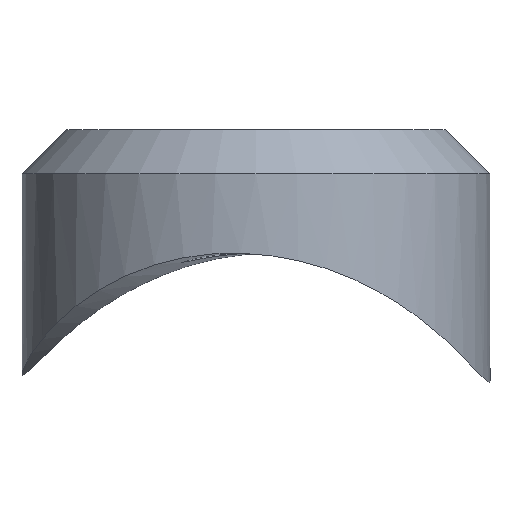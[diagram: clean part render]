
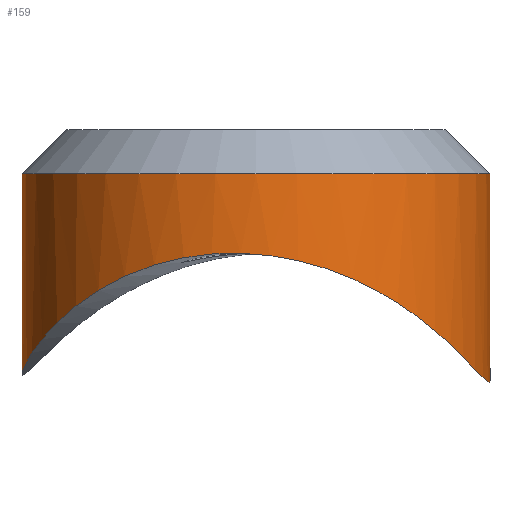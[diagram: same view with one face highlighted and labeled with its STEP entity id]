
A CAD part, front view. The second image highlights one B-rep face of the part: STEP entity #159.
In plain terms, the highlighted cylindrical face has radius 15.875 mm (diameter 31.75 mm), a partial arc.
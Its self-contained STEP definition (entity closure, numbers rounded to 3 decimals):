
#52 = AXIS2_PLACEMENT_3D ( 'NONE', #377, #376, #367 ) ;
#59 = B_SPLINE_CURVE_WITH_KNOTS ( 'NONE', 3,
 ( #532, #528, #525, #523, #522, #521, #520, #519, #517, #516, #515, #513, #511, #509, #508, #506, #505, #504, #500, #499, #498, #494, #492, #489, #488, #487, #486, #485, #484, #483, #482, #481, #479, #478, #475, #472, #471, #469, #467, #465, #464, #461, #460, #459, #458, #457, #456, #455, #454, #453, #452, #451 ),
 .UNSPECIFIED., .F., .F.,
 ( 4, 2, 2, 2, 2, 2, 2, 2, 2, 2, 2, 2, 2, 2, 2, 2, 2, 2, 2, 2, 2, 2, 2, 2, 2, 4 ),
 ( 0., 0.003, 0.005, 0.007, 0.01, 0.013, 0.015, 0.017, 0.02, 0.022, 0.023, 0.025, 0.027, 0.03, 0.033, 0.035, 0.036, 0.04, 0.041, 0.043, 0.046, 0.048, 0.05, 0.051, 0.051, 0.053 ),
 .UNSPECIFIED. ) ;
#66 = VECTOR ( 'NONE', #287, 1000. ) ;
#76 = LINE ( 'NONE', #288, #66 ) ;
#126 = CARTESIAN_POINT ( 'NONE',  ( -142.69, 37.172, 122.951 ) ) ;
#142 = LINE ( 'NONE', #431, #143 ) ;
#143 = VECTOR ( 'NONE', #429, 1000. ) ;
#159 = ADVANCED_FACE ( 'NONE', ( #462 ), #265, .T. ) ;
#205 = VERTEX_POINT ( 'NONE', #352 ) ;
#265 = CYLINDRICAL_SURFACE ( 'NONE', #52, 15.875 ) ;
#287 = DIRECTION ( 'NONE',  ( 0., 0., 1. ) ) ;
#288 = CARTESIAN_POINT ( 'NONE',  ( -174.44, 37.172, -500000. ) ) ;
#349 = EDGE_LOOP ( 'NONE', ( #398, #637, #634, #495 ) ) ;
#352 = CARTESIAN_POINT ( 'NONE',  ( -174.44, 37.172, 123.438 ) ) ;
#357 = CIRCLE ( 'NONE', #411, 15.875 ) ;
#364 = EDGE_CURVE ( 'NONE', #205, #640, #76, .T. ) ;
#367 = DIRECTION ( 'NONE',  ( 1., 0., 0. ) ) ;
#376 = DIRECTION ( 'NONE',  ( 0., 0., 1. ) ) ;
#377 = CARTESIAN_POINT ( 'NONE',  ( -158.565, 37.172, -500000. ) ) ;
#398 = ORIENTED_EDGE ( 'NONE', *, *, #364, .F. ) ;
#411 = AXIS2_PLACEMENT_3D ( 'NONE', #648, #644, #641 ) ;
#429 = DIRECTION ( 'NONE',  ( 0., 0., 1. ) ) ;
#430 = CARTESIAN_POINT ( 'NONE',  ( -174.44, 37.172, 137. ) ) ;
#431 = CARTESIAN_POINT ( 'NONE',  ( -142.69, 37.172, -500000. ) ) ;
#447 = CARTESIAN_POINT ( 'NONE',  ( -142.69, 37.172, 137. ) ) ;
#451 = CARTESIAN_POINT ( 'NONE',  ( -142.69, 37.172, 122.951 ) ) ;
#452 = CARTESIAN_POINT ( 'NONE',  ( -142.69, 36.614, 122.876 ) ) ;
#453 = CARTESIAN_POINT ( 'NONE',  ( -142.72, 36.06, 122.846 ) ) ;
#454 = CARTESIAN_POINT ( 'NONE',  ( -142.807, 35.234, 122.868 ) ) ;
#455 = CARTESIAN_POINT ( 'NONE',  ( -142.843, 34.96, 122.887 ) ) ;
#456 = CARTESIAN_POINT ( 'NONE',  ( -142.93, 34.413, 122.947 ) ) ;
#457 = CARTESIAN_POINT ( 'NONE',  ( -142.981, 34.139, 122.988 ) ) ;
#458 = CARTESIAN_POINT ( 'NONE',  ( -143.153, 33.33, 123.141 ) ) ;
#459 = CARTESIAN_POINT ( 'NONE',  ( -143.292, 32.81, 123.282 ) ) ;
#460 = CARTESIAN_POINT ( 'NONE',  ( -143.617, 31.802, 123.62 ) ) ;
#461 = CARTESIAN_POINT ( 'NONE',  ( -143.802, 31.313, 123.819 ) ) ;
#462 = FACE_OUTER_BOUND ( 'NONE', #349, .T. ) ;
#464 = CARTESIAN_POINT ( 'NONE',  ( -144.42, 29.894, 124.47 ) ) ;
#465 = CARTESIAN_POINT ( 'NONE',  ( -144.902, 29.032, 124.968 ) ) ;
#467 = CARTESIAN_POINT ( 'NONE',  ( -145.726, 27.824, 125.744 ) ) ;
#469 = CARTESIAN_POINT ( 'NONE',  ( -146.018, 27.436, 126.008 ) ) ;
#471 = CARTESIAN_POINT ( 'NONE',  ( -146.637, 26.686, 126.541 ) ) ;
#472 = CARTESIAN_POINT ( 'NONE',  ( -146.967, 26.322, 126.811 ) ) ;
#474 = VERTEX_POINT ( 'NONE', #126 ) ;
#475 = CARTESIAN_POINT ( 'NONE',  ( -148.001, 25.283, 127.611 ) ) ;
#478 = CARTESIAN_POINT ( 'NONE',  ( -148.75, 24.656, 128.13 ) ) ;
#479 = CARTESIAN_POINT ( 'NONE',  ( -149.974, 23.814, 128.862 ) ) ;
#481 = CARTESIAN_POINT ( 'NONE',  ( -150.398, 23.55, 129.099 ) ) ;
#482 = CARTESIAN_POINT ( 'NONE',  ( -151.286, 23.056, 129.554 ) ) ;
#483 = CARTESIAN_POINT ( 'NONE',  ( -151.75, 22.826, 129.773 ) ) ;
#484 = CARTESIAN_POINT ( 'NONE',  ( -153.175, 22.205, 130.38 ) ) ;
#485 = CARTESIAN_POINT ( 'NONE',  ( -154.177, 21.877, 130.727 ) ) ;
#486 = CARTESIAN_POINT ( 'NONE',  ( -156.305, 21.421, 131.272 ) ) ;
#487 = CARTESIAN_POINT ( 'NONE',  ( -157.39, 21.302, 131.459 ) ) ;
#488 = CARTESIAN_POINT ( 'NONE',  ( -159.052, 21.295, 131.6 ) ) ;
#489 = CARTESIAN_POINT ( 'NONE',  ( -159.616, 21.322, 131.623 ) ) ;
#492 = CARTESIAN_POINT ( 'NONE',  ( -160.721, 21.435, 131.62 ) ) ;
#494 = CARTESIAN_POINT ( 'NONE',  ( -161.266, 21.519, 131.594 ) ) ;
#495 = ORIENTED_EDGE ( 'NONE', *, *, #536, .T. ) ;
#498 = CARTESIAN_POINT ( 'NONE',  ( -162.34, 21.743, 131.496 ) ) ;
#499 = CARTESIAN_POINT ( 'NONE',  ( -162.869, 21.882, 131.424 ) ) ;
#500 = CARTESIAN_POINT ( 'NONE',  ( -163.913, 22.215, 131.234 ) ) ;
#504 = CARTESIAN_POINT ( 'NONE',  ( -164.429, 22.41, 131.116 ) ) ;
#505 = CARTESIAN_POINT ( 'NONE',  ( -165.909, 23.057, 130.709 ) ) ;
#506 = CARTESIAN_POINT ( 'NONE',  ( -166.824, 23.575, 130.365 ) ) ;
#508 = CARTESIAN_POINT ( 'NONE',  ( -168.101, 24.47, 129.761 ) ) ;
#509 = CARTESIAN_POINT ( 'NONE',  ( -168.51, 24.788, 129.545 ) ) ;
#511 = CARTESIAN_POINT ( 'NONE',  ( -169.28, 25.447, 129.099 ) ) ;
#513 = CARTESIAN_POINT ( 'NONE',  ( -169.644, 25.791, 128.866 ) ) ;
#515 = CARTESIAN_POINT ( 'NONE',  ( -170.678, 26.863, 128.149 ) ) ;
#516 = CARTESIAN_POINT ( 'NONE',  ( -171.292, 27.632, 127.642 ) ) ;
#517 = CARTESIAN_POINT ( 'NONE',  ( -172.379, 29.286, 126.606 ) ) ;
#519 = CARTESIAN_POINT ( 'NONE',  ( -172.838, 30.151, 126.09 ) ) ;
#520 = CARTESIAN_POINT ( 'NONE',  ( -173.409, 31.521, 125.355 ) ) ;
#521 = CARTESIAN_POINT ( 'NONE',  ( -173.58, 31.991, 125.117 ) ) ;
#522 = CARTESIAN_POINT ( 'NONE',  ( -173.88, 32.96, 124.665 ) ) ;
#523 = CARTESIAN_POINT ( 'NONE',  ( -174.01, 33.463, 124.45 ) ) ;
#525 = CARTESIAN_POINT ( 'NONE',  ( -174.325, 34.996, 123.873 ) ) ;
#528 = CARTESIAN_POINT ( 'NONE',  ( -174.44, 36.055, 123.577 ) ) ;
#532 = CARTESIAN_POINT ( 'NONE',  ( -174.44, 37.172, 123.438 ) ) ;
#536 = EDGE_CURVE ( 'NONE', #573, #640, #357, .T. ) ;
#567 = EDGE_CURVE ( 'NONE', #205, #474, #59, .T. ) ;
#573 = VERTEX_POINT ( 'NONE', #447 ) ;
#626 = EDGE_CURVE ( 'NONE', #474, #573, #142, .T. ) ;
#634 = ORIENTED_EDGE ( 'NONE', *, *, #626, .T. ) ;
#637 = ORIENTED_EDGE ( 'NONE', *, *, #567, .T. ) ;
#640 = VERTEX_POINT ( 'NONE', #430 ) ;
#641 = DIRECTION ( 'NONE',  ( 1., 0., 0. ) ) ;
#644 = DIRECTION ( 'NONE',  ( 0., 0., -1. ) ) ;
#648 = CARTESIAN_POINT ( 'NONE',  ( -158.565, 37.172, 137. ) ) ;
